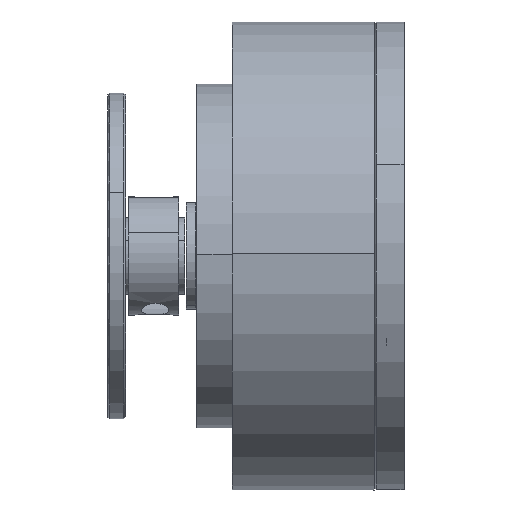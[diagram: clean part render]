
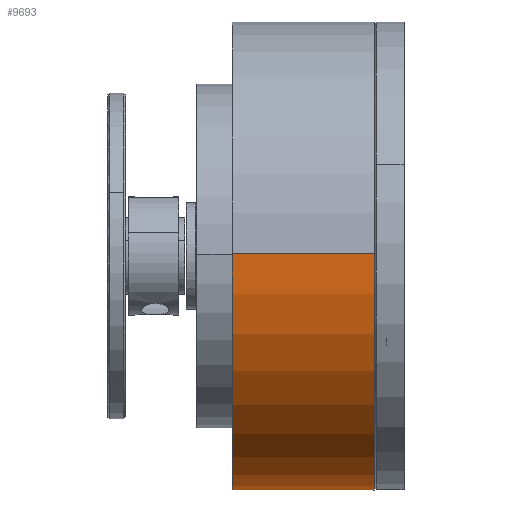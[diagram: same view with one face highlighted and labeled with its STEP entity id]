
A CAD part, left-side view. The second image highlights one B-rep face of the part: STEP entity #9693.
In plain terms, the highlighted cylindrical face has radius 39.5 mm (diameter 79 mm), a partial arc.
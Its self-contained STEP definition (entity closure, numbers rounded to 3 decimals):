
#269 = EDGE_LOOP ( 'NONE', ( #361, #360, #379, #359, #378, #357 ) ) ;
#357 = ORIENTED_EDGE ( 'NONE', *, *, #1191, .T. ) ;
#359 = ORIENTED_EDGE ( 'NONE', *, *, #9206, .T. ) ;
#360 = ORIENTED_EDGE ( 'NONE', *, *, #9227, .T. ) ;
#361 = ORIENTED_EDGE ( 'NONE', *, *, #10950, .F. ) ;
#378 = ORIENTED_EDGE ( 'NONE', *, *, #9277, .F. ) ;
#379 = ORIENTED_EDGE ( 'NONE', *, *, #9235, .T. ) ;
#1191 = EDGE_CURVE ( 'NONE', #9800, #9801, #7542, .T. ) ;
#4883 = CARTESIAN_POINT ( 'NONE',  ( 40.715, 8.148, -1.953 ) ) ;
#4884 = CARTESIAN_POINT ( 'NONE',  ( 40.836, 8.569, -0.94 ) ) ;
#4885 = CARTESIAN_POINT ( 'NONE',  ( 40.973, 9., 0.844 ) ) ;
#4886 = CARTESIAN_POINT ( 'NONE',  ( 40.902, 8.783, -0.241 ) ) ;
#4887 = CARTESIAN_POINT ( 'NONE',  ( 41.032, 9.145, 2.679 ) ) ;
#4888 = CARTESIAN_POINT ( 'NONE',  ( 40.992, 9.055, 1.212 ) ) ;
#4889 = CARTESIAN_POINT ( 'NONE',  ( 40.373, 6.845, -4.154 ) ) ;
#4890 = CARTESIAN_POINT ( 'NONE',  ( 40.263, 6.383, -4.715 ) ) ;
#4891 = CARTESIAN_POINT ( 'NONE',  ( 40.096, 5.606, -5.491 ) ) ;
#4892 = CARTESIAN_POINT ( 'NONE',  ( 40.04, 5.333, -5.738 ) ) ;
#4893 = CARTESIAN_POINT ( 'NONE',  ( 39.932, 4.769, -6.199 ) ) ;
#4894 = CARTESIAN_POINT ( 'NONE',  ( 39.592, 2.584, -7.508 ) ) ;
#4897 = CARTESIAN_POINT ( 'NONE',  ( 39.635, 2.918, -7.35 ) ) ;
#4898 = CARTESIAN_POINT ( 'NONE',  ( 39.777, 3.874, -6.818 ) ) ;
#4899 = CARTESIAN_POINT ( 'NONE',  ( 39.728, 3.562, -7.005 ) ) ;
#4900 = CARTESIAN_POINT ( 'NONE',  ( 39.879, 4.478, -6.415 ) ) ;
#4926 = CARTESIAN_POINT ( 'NONE',  ( 39.409, -4.969, -8.145 ) ) ;
#4927 = CARTESIAN_POINT ( 'NONE',  ( 39.473, -5.685, -7.927 ) ) ;
#4928 = CARTESIAN_POINT ( 'NONE',  ( 39.3, -2.799, -8.504 ) ) ;
#4929 = CARTESIAN_POINT ( 'NONE',  ( 39.323, -3.528, -8.432 ) ) ;
#4930 = CARTESIAN_POINT ( 'NONE',  ( 39.306, -1.318, -8.486 ) ) ;
#4931 = CARTESIAN_POINT ( 'NONE',  ( 39.3, -1.691, -8.505 ) ) ;
#4933 = CARTESIAN_POINT ( 'NONE',  ( 39.328, -0.584, -8.414 ) ) ;
#4934 = CARTESIAN_POINT ( 'NONE',  ( 39.472, 1.56, -7.933 ) ) ;
#4935 = CARTESIAN_POINT ( 'NONE',  ( 39.409, 0.856, -8.145 ) ) ;
#4936 = CARTESIAN_POINT ( 'NONE',  ( 39.344, -0.221, -8.36 ) ) ;
#4937 = CARTESIAN_POINT ( 'NONE',  ( 40.373, -10.957, -4.151 ) ) ;
#4938 = CARTESIAN_POINT ( 'NONE',  ( 40.264, -10.496, -4.711 ) ) ;
#4939 = CARTESIAN_POINT ( 'NONE',  ( 40.578, -11.756, -2.926 ) ) ;
#4940 = CARTESIAN_POINT ( 'NONE',  ( 40.528, -11.566, -3.242 ) ) ;
#4941 = CARTESIAN_POINT ( 'NONE',  ( 39.88, -8.593, -6.411 ) ) ;
#4942 = CARTESIAN_POINT ( 'NONE',  ( 39.933, -8.885, -6.194 ) ) ;
#4943 = CARTESIAN_POINT ( 'NONE',  ( 40.042, -9.451, -5.73 ) ) ;
#4944 = CARTESIAN_POINT ( 'NONE',  ( 40.098, -9.724, -5.483 ) ) ;
#4945 = CARTESIAN_POINT ( 'NONE',  ( 41.029, 9.145, 2.312 ) ) ;
#4946 = CARTESIAN_POINT ( 'NONE',  ( 39.633, -7.046, -7.361 ) ) ;
#4947 = CARTESIAN_POINT ( 'NONE',  ( 39.727, -7.687, -7.017 ) ) ;
#4951 = CARTESIAN_POINT ( 'NONE',  ( 40.672, -12.103, -2.279 ) ) ;
#4963 = CARTESIAN_POINT ( 'NONE',  ( 40.576, 7.641, -2.935 ) ) ;
#4966 = CARTESIAN_POINT ( 'NONE',  ( 40.527, 7.453, -3.248 ) ) ;
#5009 = CARTESIAN_POINT ( 'NONE',  ( 40.671, 7.99, -2.286 ) ) ;
#5091 = CARTESIAN_POINT ( 'NONE',  ( 41.02, 9.127, 1.946 ) ) ;
#5120 = CARTESIAN_POINT ( 'NONE',  ( 1.534, 9.945, 3.07 ) ) ;
#5121 = DIRECTION ( 'NONE',  ( 0., -1., 0. ) ) ;
#5122 = DIRECTION ( 'NONE',  ( -1., 0., 0.01 ) ) ;
#5191 = CARTESIAN_POINT ( 'NONE',  ( 1.534, -14.055, 3.07 ) ) ;
#5192 = DIRECTION ( 'NONE',  ( 0., 1., 0. ) ) ;
#5193 = DIRECTION ( 'NONE',  ( -1., 0., 0.01 ) ) ;
#5202 = LINE ( 'NONE', #5203, #6968 ) ;
#5203 = CARTESIAN_POINT ( 'NONE',  ( -37.964, -14.055, 3.461 ) ) ;
#5216 = DIRECTION ( 'NONE',  ( 0., 1., 0. ) ) ;
#5398 = CARTESIAN_POINT ( 'NONE',  ( 41.032, -14.055, 2.679 ) ) ;
#5402 = LINE ( 'NONE', #5398, #7200 ) ;
#5409 = DIRECTION ( 'NONE',  ( 0., 1., 0. ) ) ;
#6287 = CYLINDRICAL_SURFACE ( 'NONE', #6812, 39.5 ) ;
#6288 = FACE_OUTER_BOUND ( 'NONE', #269, .T. ) ;
#6289 = CARTESIAN_POINT ( 'NONE',  ( 1.534, -14.055, 3.07 ) ) ;
#6299 = DIRECTION ( 'NONE',  ( 0., 1., 0. ) ) ;
#6300 = DIRECTION ( 'NONE',  ( -1., 0., 0.01 ) ) ;
#6478 = CARTESIAN_POINT ( 'NONE',  ( -37.964, 9.945, 3.461 ) ) ;
#6479 = CARTESIAN_POINT ( 'NONE',  ( 41.032, 9.945, 2.679 ) ) ;
#6480 = CARTESIAN_POINT ( 'NONE',  ( 41.032, 9.145, 2.679 ) ) ;
#6481 = CARTESIAN_POINT ( 'NONE',  ( 41.032, -13.255, 2.679 ) ) ;
#6482 = CARTESIAN_POINT ( 'NONE',  ( 41.032, -14.055, 2.679 ) ) ;
#6483 = CARTESIAN_POINT ( 'NONE',  ( -37.964, -14.055, 3.461 ) ) ;
#6700 = LINE ( 'NONE', #6701, #6877 ) ;
#6701 = CARTESIAN_POINT ( 'NONE',  ( 41.032, -14.055, 2.679 ) ) ;
#6702 = DIRECTION ( 'NONE',  ( 0., 1., 0. ) ) ;
#6812 = AXIS2_PLACEMENT_3D ( 'NONE', #6289, #6299, #6300 ) ;
#6877 = VECTOR ( 'NONE', #6702, 1000. ) ;
#6898 = AXIS2_PLACEMENT_3D ( 'NONE', #5191, #5192, #5193 ) ;
#6967 = CIRCLE ( 'NONE', #6990, 39.5 ) ;
#6968 = VECTOR ( 'NONE', #5216, 1000. ) ;
#6990 = AXIS2_PLACEMENT_3D ( 'NONE', #5120, #5121, #5122 ) ;
#7183 = CIRCLE ( 'NONE', #6898, 39.5 ) ;
#7200 = VECTOR ( 'NONE', #5409, 1000. ) ;
#7542 = B_SPLINE_CURVE_WITH_KNOTS ( 'NONE', 3,
 ( #4887, #4945, #5091, #4888, #4885, #4886, #4884, #4883, #5009, #4963, #4966, #4889, #4890, #4891, #4892, #4893, #4900, #4898, #4899, #4897, #4894, #4934, #4935, #4936, #4933, #4930, #4931, #4928, #4929, #4926, #4927, #4946, #4947, #4941, #4942, #4943, #4944, #4938, #4937, #4940, #4939, #4951, #11061, #11060, #11051, #11055, #11062, #11064, #11059, #11063 ),
 .UNSPECIFIED., .F., .F.,
 ( 4, 2, 2, 2, 2, 2, 2, 2, 2, 2, 2, 2, 2, 2, 2, 2, 2, 2, 2, 2, 2, 2, 2, 2, 4 ),
 ( 0.049, 0.05, 0.051, 0.053, 0.054, 0.055, 0.057, 0.058, 0.06, 0.061, 0.062, 0.064, 0.065, 0.066, 0.068, 0.071, 0.073, 0.074, 0.075, 0.077, 0.078, 0.079, 0.082, 0.083, 0.084 ),
 .UNSPECIFIED. ) ;
#9206 = EDGE_CURVE ( 'NONE', #9798, #9799, #6967, .T. ) ;
#9227 = EDGE_CURVE ( 'NONE', #9802, #9803, #7183, .T. ) ;
#9235 = EDGE_CURVE ( 'NONE', #9803, #9798, #5202, .T. ) ;
#9277 = EDGE_CURVE ( 'NONE', #9800, #9799, #5402, .T. ) ;
#9693 = ADVANCED_FACE ( 'NONE', ( #6288 ), #6287, .T. ) ;
#9798 = VERTEX_POINT ( 'NONE', #6478 ) ;
#9799 = VERTEX_POINT ( 'NONE', #6479 ) ;
#9800 = VERTEX_POINT ( 'NONE', #6480 ) ;
#9801 = VERTEX_POINT ( 'NONE', #6481 ) ;
#9802 = VERTEX_POINT ( 'NONE', #6482 ) ;
#9803 = VERTEX_POINT ( 'NONE', #6483 ) ;
#10950 = EDGE_CURVE ( 'NONE', #9802, #9801, #6700, .T. ) ;
#11051 = CARTESIAN_POINT ( 'NONE',  ( 40.902, -12.893, -0.241 ) ) ;
#11055 = CARTESIAN_POINT ( 'NONE',  ( 40.973, -13.11, 0.847 ) ) ;
#11059 = CARTESIAN_POINT ( 'NONE',  ( 41.029, -13.255, 2.312 ) ) ;
#11060 = CARTESIAN_POINT ( 'NONE',  ( 40.836, -12.679, -0.939 ) ) ;
#11061 = CARTESIAN_POINT ( 'NONE',  ( 40.715, -12.259, -1.949 ) ) ;
#11062 = CARTESIAN_POINT ( 'NONE',  ( 40.992, -13.165, 1.215 ) ) ;
#11063 = CARTESIAN_POINT ( 'NONE',  ( 41.032, -13.255, 2.679 ) ) ;
#11064 = CARTESIAN_POINT ( 'NONE',  ( 41.02, -13.237, 1.946 ) ) ;
